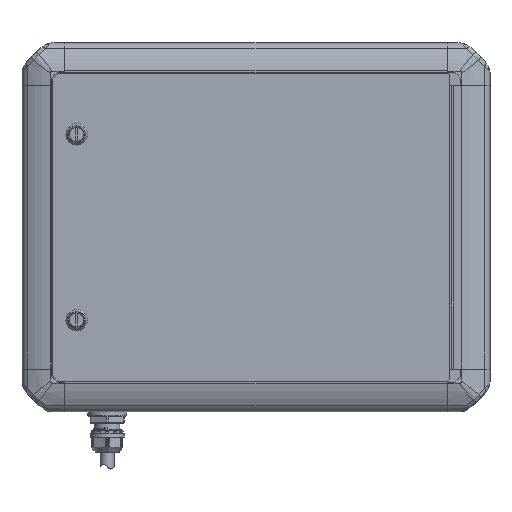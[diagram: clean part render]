
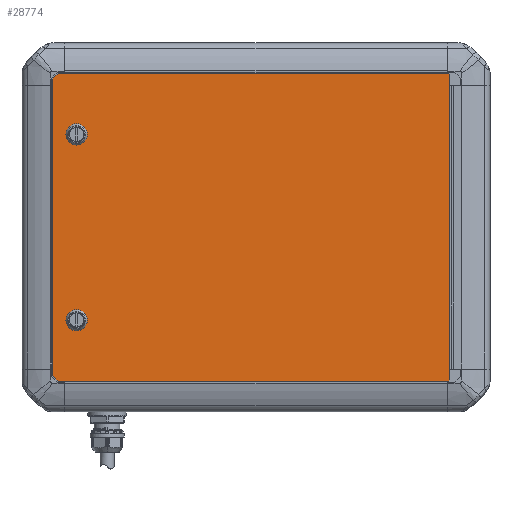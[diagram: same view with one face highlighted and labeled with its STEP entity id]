
A CAD part, top view. The second image highlights one B-rep face of the part: STEP entity #28774.
In plain terms, the highlighted planar face has unit normal (0, 0, 1).
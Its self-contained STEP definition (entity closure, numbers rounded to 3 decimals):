
#1434 = EDGE_CURVE ( 'NONE', #15168, #10969, #24453, .T. ) ;
#1836 = VECTOR ( 'NONE', #16839, 1000. ) ;
#2765 = ORIENTED_EDGE ( 'NONE', *, *, #22814, .F. ) ;
#2901 = EDGE_CURVE ( 'NONE', #14965, #13062, #46600, .T. ) ;
#3005 = AXIS2_PLACEMENT_3D ( 'NONE', #42477, #31347, #30863 ) ;
#3090 = CARTESIAN_POINT ( 'NONE',  ( -140., 108.5, 2. ) ) ;
#3094 = DIRECTION ( 'NONE',  ( 1., 0., 0. ) ) ;
#4250 = DIRECTION ( 'NONE',  ( 0., 0., 1. ) ) ;
#4471 = CARTESIAN_POINT ( 'NONE',  ( 140., 108.5, 2. ) ) ;
#5358 = DIRECTION ( 'NONE',  ( -0.707, 0.707, 0. ) ) ;
#5570 = DIRECTION ( 'NONE',  ( 0., 1., 0. ) ) ;
#5808 = EDGE_CURVE ( 'NONE', #33214, #18718, #35628, .T. ) ;
#6755 = DIRECTION ( 'NONE',  ( 0., 0., 1. ) ) ;
#7916 = VECTOR ( 'NONE', #38871, 1000. ) ;
#8718 = EDGE_LOOP ( 'NONE', ( #14621, #39930, #12750, #17155, #23685, #18824, #26809, #17527 ) ) ;
#9144 = CARTESIAN_POINT ( 'NONE',  ( -140., -108.5, 2. ) ) ;
#9534 = VECTOR ( 'NONE', #5358, 1000. ) ;
#9545 = VECTOR ( 'NONE', #26690, 1000. ) ;
#10473 = VERTEX_POINT ( 'NONE', #16719 ) ;
#10940 = ORIENTED_EDGE ( 'NONE', *, *, #40929, .F. ) ;
#10969 = VERTEX_POINT ( 'NONE', #21017 ) ;
#12009 = CARTESIAN_POINT ( 'NONE',  ( -140., 104.5, 2. ) ) ;
#12192 = CARTESIAN_POINT ( 'NONE',  ( 140., -107.5, 2. ) ) ;
#12750 = ORIENTED_EDGE ( 'NONE', *, *, #2901, .T. ) ;
#13062 = VERTEX_POINT ( 'NONE', #42513 ) ;
#13581 = CARTESIAN_POINT ( 'NONE',  ( -136., -108.5, 2. ) ) ;
#13756 = LINE ( 'NONE', #20500, #7916 ) ;
#13849 = CIRCLE ( 'NONE', #40080, 7.5 ) ;
#14066 = DIRECTION ( 'NONE',  ( 0., -1., 0. ) ) ;
#14621 = ORIENTED_EDGE ( 'NONE', *, *, #41658, .T. ) ;
#14776 = CARTESIAN_POINT ( 'NONE',  ( -140., 108.5, 2. ) ) ;
#14802 = CARTESIAN_POINT ( 'NONE',  ( -123., 58., 2. ) ) ;
#14965 = VERTEX_POINT ( 'NONE', #13581 ) ;
#15168 = VERTEX_POINT ( 'NONE', #39651 ) ;
#15705 = EDGE_CURVE ( 'NONE', #10473, #25059, #16347, .T. ) ;
#16347 = LINE ( 'NONE', #38822, #1836 ) ;
#16386 = FACE_BOUND ( 'NONE', #19927, .T. ) ;
#16719 = CARTESIAN_POINT ( 'NONE',  ( -136., 108.5, 2. ) ) ;
#16839 = DIRECTION ( 'NONE',  ( -0.707, -0.707, 0. ) ) ;
#17155 = ORIENTED_EDGE ( 'NONE', *, *, #28868, .T. ) ;
#17381 = CARTESIAN_POINT ( 'NONE',  ( -123., -65.5, 2. ) ) ;
#17527 = ORIENTED_EDGE ( 'NONE', *, *, #15705, .T. ) ;
#17599 = CARTESIAN_POINT ( 'NONE',  ( -0.5, -248., 2. ) ) ;
#17620 = DIRECTION ( 'NONE',  ( 0., 1., 0. ) ) ;
#18718 = VERTEX_POINT ( 'NONE', #45830 ) ;
#18800 = AXIS2_PLACEMENT_3D ( 'NONE', #17381, #4250, #17620 ) ;
#18824 = ORIENTED_EDGE ( 'NONE', *, *, #1434, .T. ) ;
#18905 = EDGE_CURVE ( 'NONE', #10969, #10473, #36189, .T. ) ;
#19595 = VECTOR ( 'NONE', #32332, 1000. ) ;
#19927 = EDGE_LOOP ( 'NONE', ( #36260, #10940 ) ) ;
#20492 = DIRECTION ( 'NONE',  ( 0., 0., 1. ) ) ;
#20500 = CARTESIAN_POINT ( 'NONE',  ( -138., -106.5, 2. ) ) ;
#21017 = CARTESIAN_POINT ( 'NONE',  ( 139., 108.5, 2. ) ) ;
#22219 = VECTOR ( 'NONE', #38861, 1000. ) ;
#22814 = EDGE_CURVE ( 'NONE', #28625, #29875, #27674, .T. ) ;
#23411 = EDGE_CURVE ( 'NONE', #29875, #28625, #13849, .T. ) ;
#23685 = ORIENTED_EDGE ( 'NONE', *, *, #30413, .T. ) ;
#24129 = FACE_BOUND ( 'NONE', #28817, .T. ) ;
#24453 = LINE ( 'NONE', #39188, #9534 ) ;
#25059 = VERTEX_POINT ( 'NONE', #12009 ) ;
#26690 = DIRECTION ( 'NONE',  ( 0., 1., 0. ) ) ;
#26809 = ORIENTED_EDGE ( 'NONE', *, *, #18905, .T. ) ;
#27290 = CARTESIAN_POINT ( 'NONE',  ( -140., -108.5, 2. ) ) ;
#27495 = PLANE ( 'NONE',  #28045 ) ;
#27674 = CIRCLE ( 'NONE', #3005, 7.5 ) ;
#28045 = AXIS2_PLACEMENT_3D ( 'NONE', #9144, #20492, #3094 ) ;
#28625 = VERTEX_POINT ( 'NONE', #14802 ) ;
#28774 = ADVANCED_FACE ( 'NONE', ( #16386, #45833, #24129 ), #27495, .T. ) ;
#28817 = EDGE_LOOP ( 'NONE', ( #44328, #2765 ) ) ;
#28868 = EDGE_CURVE ( 'NONE', #13062, #43651, #36665, .T. ) ;
#29875 = VERTEX_POINT ( 'NONE', #45418 ) ;
#30175 = VERTEX_POINT ( 'NONE', #44674 ) ;
#30413 = EDGE_CURVE ( 'NONE', #43651, #15168, #40719, .T. ) ;
#30863 = DIRECTION ( 'NONE',  ( 0., 1., 0. ) ) ;
#31175 = VECTOR ( 'NONE', #14066, 1000. ) ;
#31347 = DIRECTION ( 'NONE',  ( 0., 0., 1. ) ) ;
#31655 = DIRECTION ( 'NONE',  ( 0., 0., 1. ) ) ;
#32332 = DIRECTION ( 'NONE',  ( 0.707, 0.707, 0. ) ) ;
#33131 = VECTOR ( 'NONE', #45867, 1000. ) ;
#33214 = VERTEX_POINT ( 'NONE', #45147 ) ;
#35628 = CIRCLE ( 'NONE', #46382, 7.5 ) ;
#36189 = LINE ( 'NONE', #3090, #22219 ) ;
#36260 = ORIENTED_EDGE ( 'NONE', *, *, #5808, .F. ) ;
#36523 = CIRCLE ( 'NONE', #18800, 7.5 ) ;
#36665 = LINE ( 'NONE', #17599, #19595 ) ;
#36932 = DIRECTION ( 'NONE',  ( 0., 1., 0. ) ) ;
#38673 = CARTESIAN_POINT ( 'NONE',  ( -123., 65.5, 2. ) ) ;
#38822 = CARTESIAN_POINT ( 'NONE',  ( -246.5, -2., 2. ) ) ;
#38861 = DIRECTION ( 'NONE',  ( -1., 0., 0. ) ) ;
#38871 = DIRECTION ( 'NONE',  ( 0.707, -0.707, 0. ) ) ;
#39167 = EDGE_CURVE ( 'NONE', #30175, #14965, #13756, .T. ) ;
#39188 = CARTESIAN_POINT ( 'NONE',  ( 108., 139.5, 2. ) ) ;
#39651 = CARTESIAN_POINT ( 'NONE',  ( 140., 107.5, 2. ) ) ;
#39930 = ORIENTED_EDGE ( 'NONE', *, *, #39167, .T. ) ;
#40080 = AXIS2_PLACEMENT_3D ( 'NONE', #38673, #31655, #5570 ) ;
#40719 = LINE ( 'NONE', #4471, #9545 ) ;
#40929 = EDGE_CURVE ( 'NONE', #18718, #33214, #36523, .T. ) ;
#41658 = EDGE_CURVE ( 'NONE', #25059, #30175, #47125, .T. ) ;
#42477 = CARTESIAN_POINT ( 'NONE',  ( -123., 65.5, 2. ) ) ;
#42513 = CARTESIAN_POINT ( 'NONE',  ( 139., -108.5, 2. ) ) ;
#43651 = VERTEX_POINT ( 'NONE', #12192 ) ;
#44328 = ORIENTED_EDGE ( 'NONE', *, *, #23411, .F. ) ;
#44403 = CARTESIAN_POINT ( 'NONE',  ( -123., -65.5, 2. ) ) ;
#44674 = CARTESIAN_POINT ( 'NONE',  ( -140., -104.5, 2. ) ) ;
#45147 = CARTESIAN_POINT ( 'NONE',  ( -123., -58., 2. ) ) ;
#45418 = CARTESIAN_POINT ( 'NONE',  ( -123., 73., 2. ) ) ;
#45830 = CARTESIAN_POINT ( 'NONE',  ( -123., -73., 2. ) ) ;
#45833 = FACE_OUTER_BOUND ( 'NONE', #8718, .T. ) ;
#45867 = DIRECTION ( 'NONE',  ( 1., 0., 0. ) ) ;
#46382 = AXIS2_PLACEMENT_3D ( 'NONE', #44403, #6755, #36932 ) ;
#46600 = LINE ( 'NONE', #27290, #33131 ) ;
#47125 = LINE ( 'NONE', #14776, #31175 ) ;
